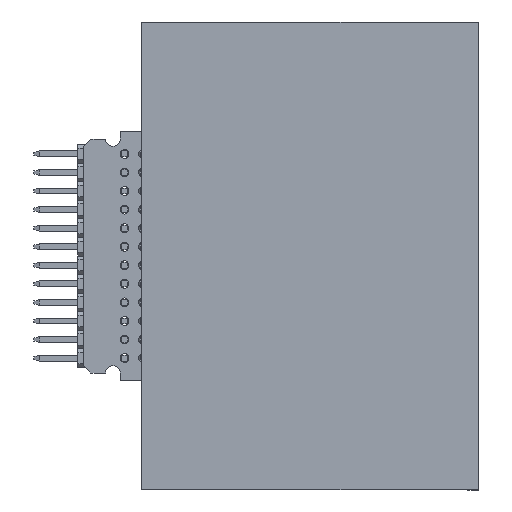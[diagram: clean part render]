
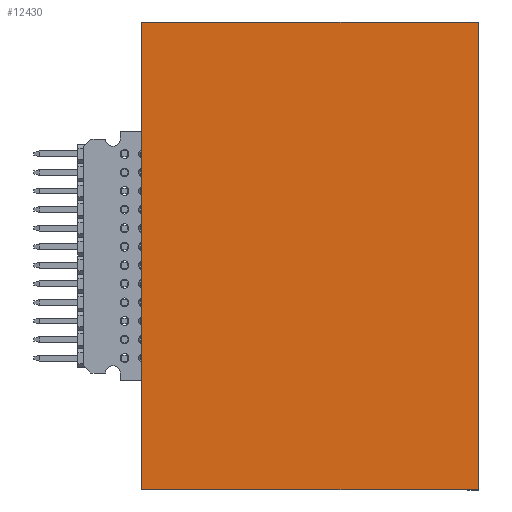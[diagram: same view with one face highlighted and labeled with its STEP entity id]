
A CAD part, front view. The second image highlights one B-rep face of the part: STEP entity #12430.
In plain terms, the highlighted face is planar.
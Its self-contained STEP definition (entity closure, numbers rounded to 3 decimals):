
#1320 = CARTESIAN_POINT ( 'NONE',  ( 0., 32., 0. ) ) ;
#3241 = LINE ( 'NONE', #62994, #25024 ) ;
#7699 = VERTEX_POINT ( 'NONE', #30625 ) ;
#8038 = CARTESIAN_POINT ( 'NONE',  ( 0., 32., 0. ) ) ;
#11695 = LINE ( 'NONE', #8038, #74437 ) ;
#12430 = ADVANCED_FACE ( 'NONE', ( #64054 ), #101730, .F. ) ;
#15255 = EDGE_CURVE ( 'NONE', #96521, #67832, #85604, .T. ) ;
#23473 = ORIENTED_EDGE ( 'NONE', *, *, #69608, .T. ) ;
#25024 = VECTOR ( 'NONE', #95959, 1000. ) ;
#27456 = VECTOR ( 'NONE', #101375, 1000. ) ;
#27960 = EDGE_LOOP ( 'NONE', ( #23473, #55103, #35907, #102133 ) ) ;
#30625 = CARTESIAN_POINT ( 'NONE',  ( 0., 0., 0. ) ) ;
#35907 = ORIENTED_EDGE ( 'NONE', *, *, #54701, .F. ) ;
#44713 = CARTESIAN_POINT ( 'NONE',  ( 0., 32., 0. ) ) ;
#47996 = CARTESIAN_POINT ( 'NONE',  ( 23., 32., 0. ) ) ;
#52232 = EDGE_CURVE ( 'NONE', #72820, #7699, #71000, .T. ) ;
#52969 = DIRECTION ( 'NONE',  ( -1., 0., 0. ) ) ;
#54701 = EDGE_CURVE ( 'NONE', #72820, #96521, #11695, .T. ) ;
#55103 = ORIENTED_EDGE ( 'NONE', *, *, #15255, .F. ) ;
#62994 = CARTESIAN_POINT ( 'NONE',  ( 0., 0., 0. ) ) ;
#64054 = FACE_OUTER_BOUND ( 'NONE', #27960, .T. ) ;
#65930 = DIRECTION ( 'NONE',  ( 1., 0., 0. ) ) ;
#67832 = VERTEX_POINT ( 'NONE', #96989 ) ;
#69608 = EDGE_CURVE ( 'NONE', #7699, #67832, #3241, .T. ) ;
#71000 = LINE ( 'NONE', #76637, #27456 ) ;
#72820 = VERTEX_POINT ( 'NONE', #1320 ) ;
#74437 = VECTOR ( 'NONE', #65930, 1000. ) ;
#76637 = CARTESIAN_POINT ( 'NONE',  ( 0., 32., 0. ) ) ;
#83764 = CARTESIAN_POINT ( 'NONE',  ( 23., 32., 0. ) ) ;
#85604 = LINE ( 'NONE', #83764, #104813 ) ;
#95959 = DIRECTION ( 'NONE',  ( 1., 0., 0. ) ) ;
#96521 = VERTEX_POINT ( 'NONE', #47996 ) ;
#96989 = CARTESIAN_POINT ( 'NONE',  ( 23., 0., 0. ) ) ;
#100271 = DIRECTION ( 'NONE',  ( 0., -1., 0. ) ) ;
#101375 = DIRECTION ( 'NONE',  ( 0., -1., 0. ) ) ;
#101730 = PLANE ( 'NONE',  #102467 ) ;
#102084 = DIRECTION ( 'NONE',  ( 0., 0., -1. ) ) ;
#102133 = ORIENTED_EDGE ( 'NONE', *, *, #52232, .T. ) ;
#102467 = AXIS2_PLACEMENT_3D ( 'NONE', #44713, #102084, #52969 ) ;
#104813 = VECTOR ( 'NONE', #100271, 1000. ) ;
